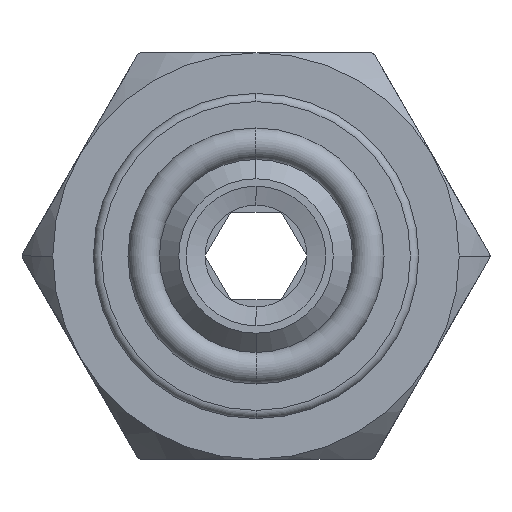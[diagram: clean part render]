
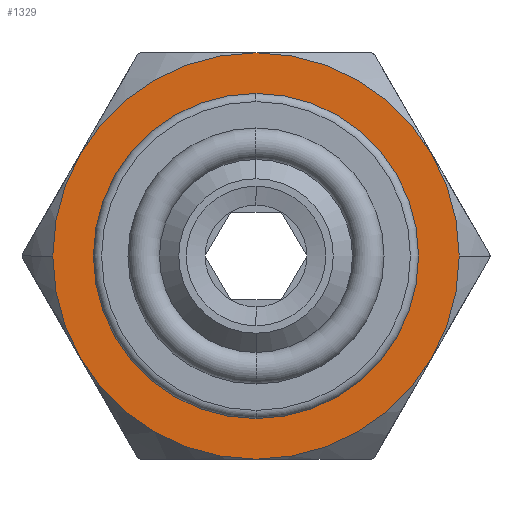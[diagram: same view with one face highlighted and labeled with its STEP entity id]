
A CAD part, front view. The second image highlights one B-rep face of the part: STEP entity #1329.
In plain terms, the highlighted planar face has unit normal (0, -1, 0).
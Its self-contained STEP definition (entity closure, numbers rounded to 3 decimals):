
#70 = DIRECTION ( 'NONE',  ( 0., 1., 0. ) ) ;
#80 = CARTESIAN_POINT ( 'NONE',  ( 0., 4., 0. ) ) ;
#192 = DIRECTION ( 'NONE',  ( 0., 1., 0. ) ) ;
#217 = EDGE_CURVE ( 'NONE', #1354, #2814, #3804, .T. ) ;
#251 = CARTESIAN_POINT ( 'NONE',  ( -4.33, 4., -2.5 ) ) ;
#291 = DIRECTION ( 'NONE',  ( 0., 0., 1. ) ) ;
#317 = DIRECTION ( 'NONE',  ( 0., 1., 0. ) ) ;
#334 = CIRCLE ( 'NONE', #2668, 5. ) ;
#341 = CARTESIAN_POINT ( 'NONE',  ( 0., 4., 0. ) ) ;
#377 = ORIENTED_EDGE ( 'NONE', *, *, #1985, .T. ) ;
#383 = DIRECTION ( 'NONE',  ( 0., 1., 0. ) ) ;
#409 = CARTESIAN_POINT ( 'NONE',  ( 0., 4., 0. ) ) ;
#430 = DIRECTION ( 'NONE',  ( 0., 0., 1. ) ) ;
#431 = DIRECTION ( 'NONE',  ( 0., 0., 1. ) ) ;
#444 = CARTESIAN_POINT ( 'NONE',  ( 0., 4., 0. ) ) ;
#615 = ORIENTED_EDGE ( 'NONE', *, *, #2981, .T. ) ;
#644 = VERTEX_POINT ( 'NONE', #944 ) ;
#653 = CARTESIAN_POINT ( 'NONE',  ( 4.33, 4., -2.5 ) ) ;
#711 = CIRCLE ( 'NONE', #4185, 5. ) ;
#771 = CIRCLE ( 'NONE', #3569, 4. ) ;
#780 = AXIS2_PLACEMENT_3D ( 'NONE', #80, #3647, #4496 ) ;
#781 = EDGE_CURVE ( 'NONE', #2814, #4589, #2235, .T. ) ;
#804 = VERTEX_POINT ( 'NONE', #653 ) ;
#936 = CARTESIAN_POINT ( 'NONE',  ( 5., 4., 0. ) ) ;
#944 = CARTESIAN_POINT ( 'NONE',  ( 0., 4., -5. ) ) ;
#957 = ORIENTED_EDGE ( 'NONE', *, *, #2189, .F. ) ;
#978 = CIRCLE ( 'NONE', #3237, 5. ) ;
#1038 = CARTESIAN_POINT ( 'NONE',  ( 0., 4., 5. ) ) ;
#1072 = ORIENTED_EDGE ( 'NONE', *, *, #781, .F. ) ;
#1136 = DIRECTION ( 'NONE',  ( 0., 1., 0. ) ) ;
#1208 = DIRECTION ( 'NONE',  ( 0., 1., 0. ) ) ;
#1212 = VERTEX_POINT ( 'NONE', #3487 ) ;
#1216 = DIRECTION ( 'NONE',  ( 0., 1., 0. ) ) ;
#1243 = EDGE_CURVE ( 'NONE', #4329, #1354, #978, .T. ) ;
#1284 = CIRCLE ( 'NONE', #3397, 5. ) ;
#1329 = ADVANCED_FACE ( 'NONE', ( #3290, #3619 ), #2877, .F. ) ;
#1354 = VERTEX_POINT ( 'NONE', #2192 ) ;
#1402 = CARTESIAN_POINT ( 'NONE',  ( 0., 4., 0. ) ) ;
#1405 = DIRECTION ( 'NONE',  ( 0., 1., 0. ) ) ;
#1458 = AXIS2_PLACEMENT_3D ( 'NONE', #1402, #317, #3202 ) ;
#1508 = CARTESIAN_POINT ( 'NONE',  ( -5., 4., 0. ) ) ;
#1518 = CARTESIAN_POINT ( 'NONE',  ( 0., 4., 0. ) ) ;
#1535 = CIRCLE ( 'NONE', #3502, 5. ) ;
#1541 = EDGE_LOOP ( 'NONE', ( #377, #615 ) ) ;
#1704 = ORIENTED_EDGE ( 'NONE', *, *, #2422, .F. ) ;
#1801 = CARTESIAN_POINT ( 'NONE',  ( 0., 4., 0. ) ) ;
#1810 = ORIENTED_EDGE ( 'NONE', *, *, #3540, .F. ) ;
#1915 = VERTEX_POINT ( 'NONE', #936 ) ;
#1920 = AXIS2_PLACEMENT_3D ( 'NONE', #2788, #192, #3098 ) ;
#1963 = EDGE_CURVE ( 'NONE', #3085, #4329, #1535, .T. ) ;
#1985 = EDGE_CURVE ( 'NONE', #3719, #1212, #2971, .T. ) ;
#2054 = ORIENTED_EDGE ( 'NONE', *, *, #1243, .F. ) ;
#2082 = CARTESIAN_POINT ( 'NONE',  ( 0., 4., 0. ) ) ;
#2189 = EDGE_CURVE ( 'NONE', #4589, #1915, #334, .T. ) ;
#2192 = CARTESIAN_POINT ( 'NONE',  ( -4.33, 4., 2.5 ) ) ;
#2235 = CIRCLE ( 'NONE', #4661, 5. ) ;
#2422 = EDGE_CURVE ( 'NONE', #644, #3085, #711, .T. ) ;
#2459 = DIRECTION ( 'NONE',  ( 0., 1., 0. ) ) ;
#2462 = CARTESIAN_POINT ( 'NONE',  ( 4.33, 4., 2.5 ) ) ;
#2668 = AXIS2_PLACEMENT_3D ( 'NONE', #2935, #1208, #431 ) ;
#2788 = CARTESIAN_POINT ( 'NONE',  ( 0., 4., 0. ) ) ;
#2814 = VERTEX_POINT ( 'NONE', #1038 ) ;
#2877 = PLANE ( 'NONE',  #3919 ) ;
#2935 = CARTESIAN_POINT ( 'NONE',  ( 0., 4., 0. ) ) ;
#2971 = CIRCLE ( 'NONE', #1458, 4. ) ;
#2981 = EDGE_CURVE ( 'NONE', #1212, #3719, #771, .T. ) ;
#3024 = ORIENTED_EDGE ( 'NONE', *, *, #1963, .F. ) ;
#3054 = CIRCLE ( 'NONE', #780, 5. ) ;
#3085 = VERTEX_POINT ( 'NONE', #251 ) ;
#3098 = DIRECTION ( 'NONE',  ( 0., 0., 1. ) ) ;
#3202 = DIRECTION ( 'NONE',  ( 0., 0., 1. ) ) ;
#3237 = AXIS2_PLACEMENT_3D ( 'NONE', #409, #1136, #430 ) ;
#3243 = DIRECTION ( 'NONE',  ( 0., 0., 1. ) ) ;
#3249 = DIRECTION ( 'NONE',  ( 0., 0., 1. ) ) ;
#3251 = DIRECTION ( 'NONE',  ( 0., 1., 0. ) ) ;
#3290 = FACE_BOUND ( 'NONE', #1541, .T. ) ;
#3397 = AXIS2_PLACEMENT_3D ( 'NONE', #1801, #1405, #3249 ) ;
#3436 = EDGE_LOOP ( 'NONE', ( #1072, #3970, #2054, #3024, #1704, #3617, #1810, #957 ) ) ;
#3487 = CARTESIAN_POINT ( 'NONE',  ( 0., 4., -4. ) ) ;
#3502 = AXIS2_PLACEMENT_3D ( 'NONE', #341, #2459, #3599 ) ;
#3518 = DIRECTION ( 'NONE',  ( 0., 0., 1. ) ) ;
#3540 = EDGE_CURVE ( 'NONE', #1915, #804, #3054, .T. ) ;
#3569 = AXIS2_PLACEMENT_3D ( 'NONE', #444, #1216, #4416 ) ;
#3599 = DIRECTION ( 'NONE',  ( 0., 0., 1. ) ) ;
#3617 = ORIENTED_EDGE ( 'NONE', *, *, #4523, .F. ) ;
#3619 = FACE_OUTER_BOUND ( 'NONE', #3436, .T. ) ;
#3647 = DIRECTION ( 'NONE',  ( 0., 1., 0. ) ) ;
#3719 = VERTEX_POINT ( 'NONE', #4615 ) ;
#3804 = CIRCLE ( 'NONE', #1920, 5. ) ;
#3919 = AXIS2_PLACEMENT_3D ( 'NONE', #1518, #383, #3243 ) ;
#3970 = ORIENTED_EDGE ( 'NONE', *, *, #217, .F. ) ;
#4185 = AXIS2_PLACEMENT_3D ( 'NONE', #2082, #70, #291 ) ;
#4308 = CARTESIAN_POINT ( 'NONE',  ( 0., 4., 0. ) ) ;
#4329 = VERTEX_POINT ( 'NONE', #1508 ) ;
#4416 = DIRECTION ( 'NONE',  ( 0., 0., 1. ) ) ;
#4496 = DIRECTION ( 'NONE',  ( 0., 0., 1. ) ) ;
#4523 = EDGE_CURVE ( 'NONE', #804, #644, #1284, .T. ) ;
#4589 = VERTEX_POINT ( 'NONE', #2462 ) ;
#4615 = CARTESIAN_POINT ( 'NONE',  ( 0., 4., 4. ) ) ;
#4661 = AXIS2_PLACEMENT_3D ( 'NONE', #4308, #3251, #3518 ) ;
